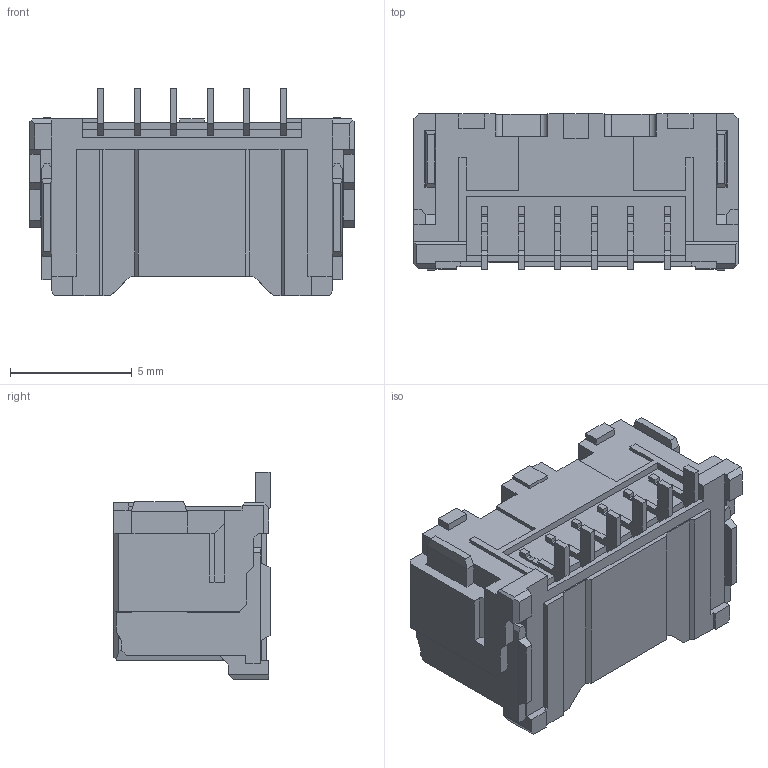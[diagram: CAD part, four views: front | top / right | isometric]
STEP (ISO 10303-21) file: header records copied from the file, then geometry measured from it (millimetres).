
FILE_DESCRIPTION( ( 'STEP AP214' ), '1' );
FILE_NAME( 'psolqas_5804_24.stp', '2020-05-06T19:37:21', ( 'License CC BY-ND 4.0' ), ( 'CADENAS' ), ' ', 'PARTsolutions', ' ' );
FILE_SCHEMA( ( 'AUTOMOTIVE_DESIGN { 1 0 10303 214 1 1 1 1 }' ) );
Length unit declared in the file: metre
Products named in the file (1): 1
Bounding box: 13.3 x 6.4 x 8.5 mm (x, y, z)
Volume: 258.8 mm3; surface area: 752.2 mm2
Topology: 1 solids, 1 shells, 506 faces, 1477 edges, 966 vertices
Faces by surface type: plane 454, cylinder 52
Entity records: 16502 total; most frequent: CARTESIAN_POINT 3052, ORIENTED_EDGE 2954, DIRECTION 2565, EDGE_CURVE 1477, LINE 1367, VECTOR 1367, VERTEX_POINT 966, AXIS2_PLACEMENT_3D 599
